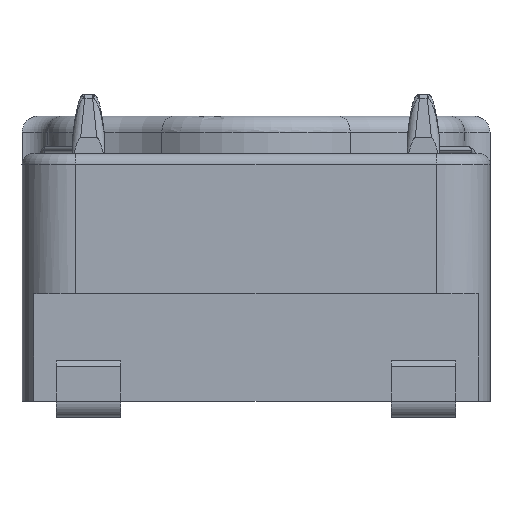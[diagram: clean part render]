
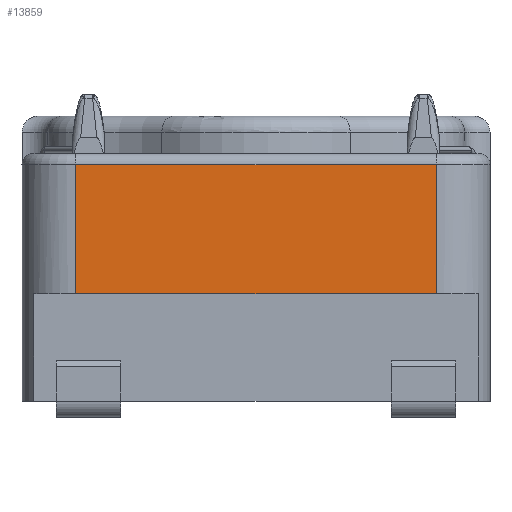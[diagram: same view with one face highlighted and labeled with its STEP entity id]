
A CAD part, front view. The second image highlights one B-rep face of the part: STEP entity #13859.
In plain terms, the highlighted planar face has unit normal (0, -1, 0).
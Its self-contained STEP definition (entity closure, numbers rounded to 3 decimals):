
#2155 = LINE ( 'NONE', #57774, #30834 ) ;
#4805 = AXIS2_PLACEMENT_3D ( 'NONE', #47109, #11541, #78716 ) ;
#7421 = VECTOR ( 'NONE', #11779, 1000. ) ;
#8142 = ORIENTED_EDGE ( 'NONE', *, *, #96817, .T. ) ;
#8969 = ORIENTED_EDGE ( 'NONE', *, *, #95099, .T. ) ;
#11541 = DIRECTION ( 'NONE',  ( 0., -1., 0. ) ) ;
#11770 = CARTESIAN_POINT ( 'NONE',  ( -3.35, -5., 4.4 ) ) ;
#11779 = DIRECTION ( 'NONE',  ( 1., 0., 0. ) ) ;
#13859 = ADVANCED_FACE ( 'NONE', ( #82686 ), #25869, .T. ) ;
#18003 = CARTESIAN_POINT ( 'NONE',  ( 3.35, -5., 2. ) ) ;
#25869 = PLANE ( 'NONE',  #4805 ) ;
#26685 = VERTEX_POINT ( 'NONE', #18003 ) ;
#30634 = LINE ( 'NONE', #77571, #69774 ) ;
#30834 = VECTOR ( 'NONE', #88365, 1000. ) ;
#40891 = CARTESIAN_POINT ( 'NONE',  ( 3.35, -5., 2. ) ) ;
#45192 = DIRECTION ( 'NONE',  ( 0., 0., -1. ) ) ;
#47109 = CARTESIAN_POINT ( 'NONE',  ( 3.35, -5., 4.6 ) ) ;
#49417 = ORIENTED_EDGE ( 'NONE', *, *, #71633, .T. ) ;
#57774 = CARTESIAN_POINT ( 'NONE',  ( 3.35, -5., 4.4 ) ) ;
#58748 = CARTESIAN_POINT ( 'NONE',  ( 3.35, -5., 4.4 ) ) ;
#59509 = VECTOR ( 'NONE', #45192, 1000. ) ;
#64377 = ORIENTED_EDGE ( 'NONE', *, *, #79928, .F. ) ;
#66226 = EDGE_LOOP ( 'NONE', ( #8142, #49417, #64377, #8969 ) ) ;
#69774 = VECTOR ( 'NONE', #91961, 1000. ) ;
#70558 = LINE ( 'NONE', #40891, #7421 ) ;
#71633 = EDGE_CURVE ( 'NONE', #26685, #71947, #30634, .T. ) ;
#71947 = VERTEX_POINT ( 'NONE', #58748 ) ;
#75170 = VERTEX_POINT ( 'NONE', #11770 ) ;
#75339 = LINE ( 'NONE', #92165, #59509 ) ;
#77571 = CARTESIAN_POINT ( 'NONE',  ( 3.35, -5., 4.6 ) ) ;
#78716 = DIRECTION ( 'NONE',  ( 1., 0., 0. ) ) ;
#79928 = EDGE_CURVE ( 'NONE', #75170, #71947, #2155, .T. ) ;
#81225 = VERTEX_POINT ( 'NONE', #85611 ) ;
#82686 = FACE_OUTER_BOUND ( 'NONE', #66226, .T. ) ;
#85611 = CARTESIAN_POINT ( 'NONE',  ( -3.35, -5., 2. ) ) ;
#88365 = DIRECTION ( 'NONE',  ( 1., 0., 0. ) ) ;
#91961 = DIRECTION ( 'NONE',  ( 0., 0., 1. ) ) ;
#92165 = CARTESIAN_POINT ( 'NONE',  ( -3.35, -5., 4.6 ) ) ;
#95099 = EDGE_CURVE ( 'NONE', #75170, #81225, #75339, .T. ) ;
#96817 = EDGE_CURVE ( 'NONE', #81225, #26685, #70558, .T. ) ;
